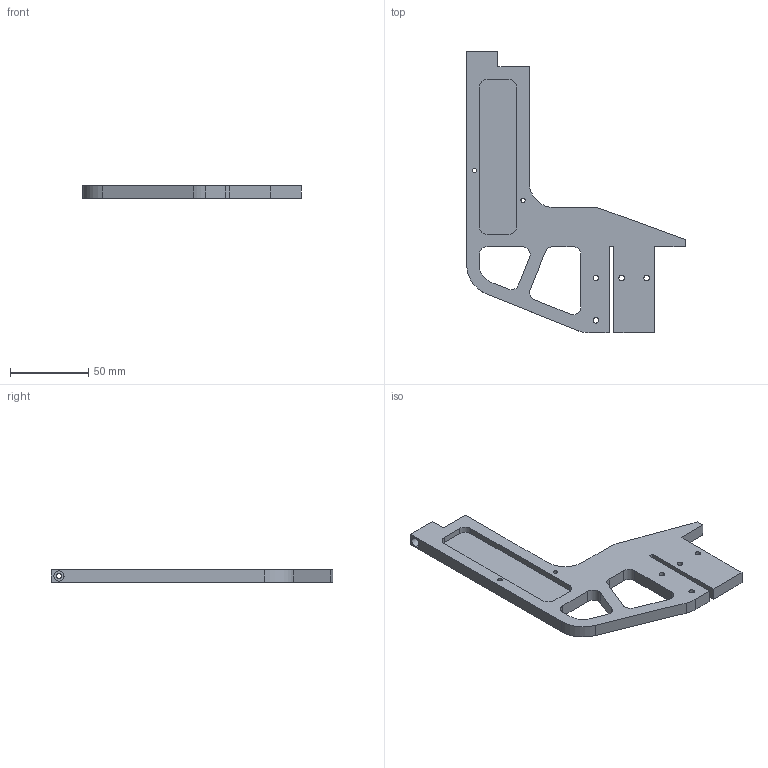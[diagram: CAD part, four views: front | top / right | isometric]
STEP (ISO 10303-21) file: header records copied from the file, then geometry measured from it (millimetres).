
FILE_DESCRIPTION (( 'STEP AP203' ), '1' );
FILE_NAME ('spool mount lower-OH MAKER (PROFESSIONAL).STEP', '2019-01-01T17:55:47', ( '' ), ( '' ), 'SwSTEP 2.0', 'SolidWorks 2018', '' );
FILE_SCHEMA (( 'CONFIG_CONTROL_DESIGN' ));
Length unit declared in the file: millimetre
Products named in the file (1): spool mount lower-OH MAKER (PROFESSIONAL)
Bounding box: 139.71 x 180 x 8 mm (x, y, z)
Volume: 71652.1 mm3; surface area: 29624.3 mm2
Topology: 1 solids, 1 shells, 64 faces, 180 edges, 120 vertices
Faces by surface type: cylinder 32, plane 32
Entity records: 2201 total; most frequent: DIRECTION 374, CARTESIAN_POINT 365, ORIENTED_EDGE 360, EDGE_CURVE 180, AXIS2_PLACEMENT_3D 129, VERTEX_POINT 120, LINE 116, VECTOR 116
